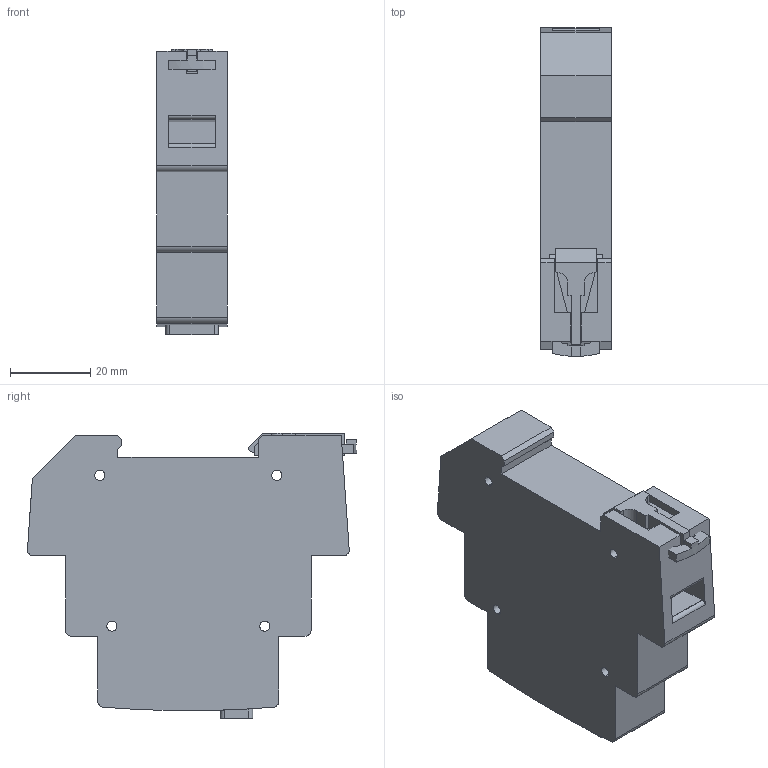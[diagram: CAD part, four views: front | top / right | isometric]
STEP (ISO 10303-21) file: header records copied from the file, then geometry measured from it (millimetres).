
FILE_DESCRIPTION (( 'STEP AP203' ), '1' );
FILE_NAME ('Êíîïêà ìîäóëüíàÿ ÊÌ-47 EKF PROxima.STEP', '2016-11-11T13:12:02', ( '' ), ( '' ), 'SwSTEP 2.0', 'SolidWorks 2014', '' );
FILE_SCHEMA (( 'CONFIG_CONTROL_DESIGN' ));
Length unit declared in the file: millimetre
Products named in the file (5): 櫻蠉錪1; 櫻蠉錪2; øëÿïêà âèíòà(01); Êíîïêà ìîäóëüíàÿ ÊÌ-47 EKF PROxima
Assembly tree (11 placements, depth 2):
  Êíîïêà ìîäóëüíàÿ ÊÌ-47 EKF PROxima
    Êíîïêà ìîäóëüíàÿ ÊÌ-47 EKF PROxima
    櫻蠉錪1
    櫻蠉錪2
    øëÿïêà âèíòà(01)  x8
Bounding box: 17.5 x 81.8 x 70.94 mm (x, y, z)
Volume: 70665.6 mm3; surface area: 16630.2 mm2
Topology: 11 solids, 11 shells, 288 faces, 765 edges, 510 vertices
Faces by surface type: plane 220, cylinder 68
Entity records: 6272 total; most frequent: CARTESIAN_POINT 1003, DIRECTION 961, ORIENTED_EDGE 942, EDGE_CURVE 471, LINE 353, VECTOR 353, VERTEX_POINT 314, AXIS2_PLACEMENT_3D 304
